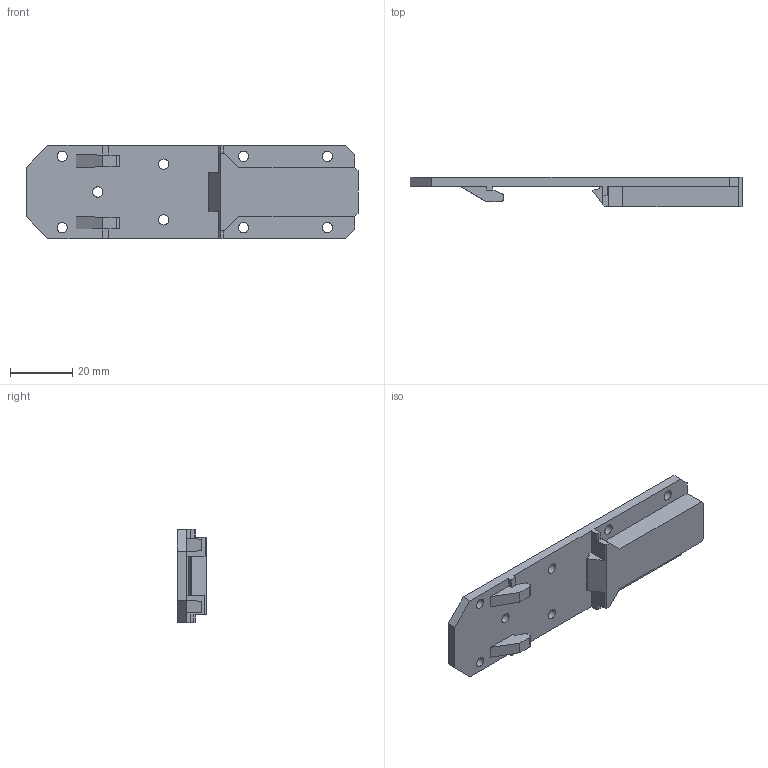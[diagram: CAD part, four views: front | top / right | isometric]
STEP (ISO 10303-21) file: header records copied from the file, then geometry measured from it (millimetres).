
FILE_DESCRIPTION(('SolidDesigner STEP Export'),'2;1');
FILE_NAME('2320089_UTA_107_30-select.stp','2011-04-28T17:26:23',(''),(''),'CoCreate Modeling STEP processor for AP214 (Solid Model)','CoCreate Modeling 16.00A 16-Aug-2008 (C) Parametric Technology GmbH','');
FILE_SCHEMA(('AUTOMOTIVE_DESIGN { 1 0 10303 214 1 1 1 1 }'));
Length unit declared in the file: millimetre
Products named in the file (2): 2320089_UTA_107_30-select
Assembly tree (1 placements, depth 2):
  2320089_UTA_107_30-select
    2320089_UTA_107_30-select
Bounding box: 107.05 x 9.6 x 30 mm (x, y, z)
Volume: 14547.6 mm3; surface area: 8423.3 mm2
Topology: 1 solids, 1 shells, 82 faces, 237 edges, 158 vertices
Faces by surface type: plane 58, cylinder 24
Entity records: 2578 total; most frequent: ORIENTED_EDGE 474, CARTESIAN_POINT 440, DIRECTION 378, EDGE_CURVE 237, VECTOR 186, LINE 186, VERTEX_POINT 158, EDGE_LOOP 101
